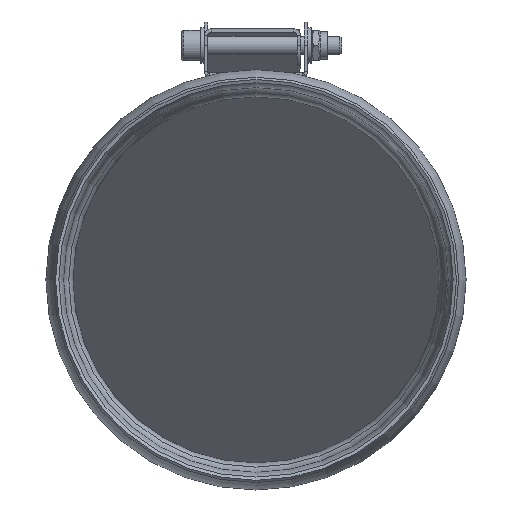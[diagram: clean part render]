
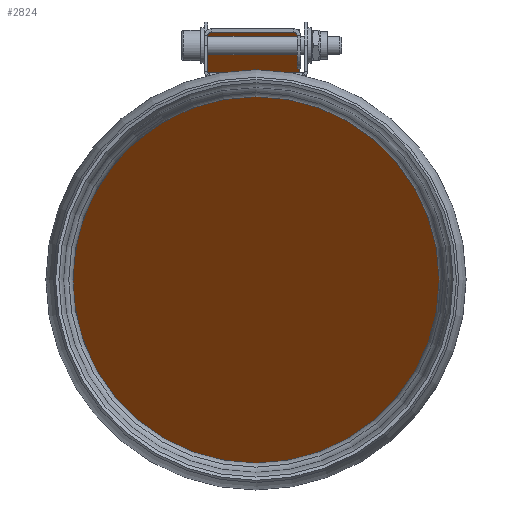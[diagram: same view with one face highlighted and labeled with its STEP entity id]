
A CAD part, front view. The second image highlights one B-rep face of the part: STEP entity #2824.
In plain terms, the highlighted planar face has unit normal (0, -0.707, -0.707).
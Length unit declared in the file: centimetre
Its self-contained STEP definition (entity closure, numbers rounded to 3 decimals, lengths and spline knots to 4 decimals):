
#163=ELLIPSE('',#3143,115.5,82.5);
#331=FACE_OUTER_BOUND('',#519,.T.);
#519=EDGE_LOOP('',(#2554,#2555,#2556,#2557));
#688=LINE('',#6213,#904);
#734=LINE('',#6361,#950);
#736=LINE('',#6365,#952);
#904=VECTOR('',#3842,10.);
#950=VECTOR('',#3986,10.);
#952=VECTOR('',#3992,10.);
#1303=VERTEX_POINT('',#6179);
#1305=VERTEX_POINT('',#6185);
#1348=VERTEX_POINT('',#6354);
#1349=VERTEX_POINT('',#6356);
#1685=EDGE_CURVE('',#1305,#1303,#688,.T.);
#1748=EDGE_CURVE('',#1349,#1348,#163,.T.);
#1751=EDGE_CURVE('',#1303,#1349,#734,.T.);
#1753=EDGE_CURVE('',#1348,#1305,#736,.T.);
#2554=ORIENTED_EDGE('',*,*,#1685,.T.);
#2555=ORIENTED_EDGE('',*,*,#1751,.T.);
#2556=ORIENTED_EDGE('',*,*,#1748,.T.);
#2557=ORIENTED_EDGE('',*,*,#1753,.T.);
#2655=PLANE('',#3146);
#2824=ADVANCED_FACE('',(#331),#2655,.F.);
#3143=AXIS2_PLACEMENT_3D('',#6357,#3980,#3981);
#3146=AXIS2_PLACEMENT_3D('',#6364,#3990,#3991);
#3842=DIRECTION('',(-1.,0.,0.));
#3980=DIRECTION('center_axis',(0.,-0.707,
-0.707));
#3981=DIRECTION('ref_axis',(0.,0.707,-0.707));
#3986=DIRECTION('',(0.,0.707,-0.707));
#3990=DIRECTION('center_axis',(0.,0.707,0.707));
#3991=DIRECTION('ref_axis',(-1.,0.,0.));
#3992=DIRECTION('',(0.,-0.707,0.707));
#6179=CARTESIAN_POINT('',(-21.5,-382.8448,105.342));
#6185=CARTESIAN_POINT('',(18.5,-382.8448,105.342));
#6213=CARTESIAN_POINT('',(8.5,-382.8448,105.342));
#6354=CARTESIAN_POINT('',(18.5,-356.7373,79.2345));
#6356=CARTESIAN_POINT('',(-21.5,-356.7373,79.2345));
#6357=CARTESIAN_POINT('Origin',(-1.5,-277.5027,-0.0001));
#6361=CARTESIAN_POINT('',(-21.5,-382.8651,105.3624));
#6364=CARTESIAN_POINT('Origin',(-1.5,-307.1994,29.6966));
#6365=CARTESIAN_POINT('',(18.5,-356.7373,79.2345));
